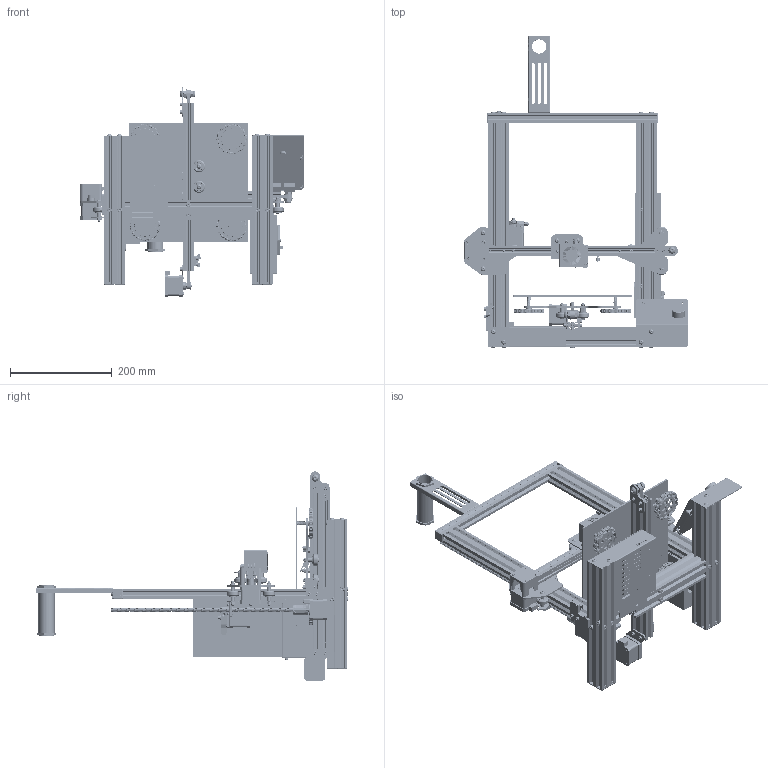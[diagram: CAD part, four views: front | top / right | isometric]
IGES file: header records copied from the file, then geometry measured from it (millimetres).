
Start section: SolidWorks IGES file using analytic representation for surfaces
Global section: file name: 01 MAIN ASM Ender_3.IGS; native system: SolidWorks 2015; preprocessor: SolidWorks 2015; author: Poseidon; date: 180817.085409; units: millimetre
Bounding box: 439.96 x 610.8 x 410.18 mm (x, y, z)
Surface area: 1879828.2 mm2 (no closed solid volume)
Topology: 0 solids, 0 shells, 26364 faces, 332915 edges, 331086 vertices
Faces by surface type: bspline 15826, revolution 10538
